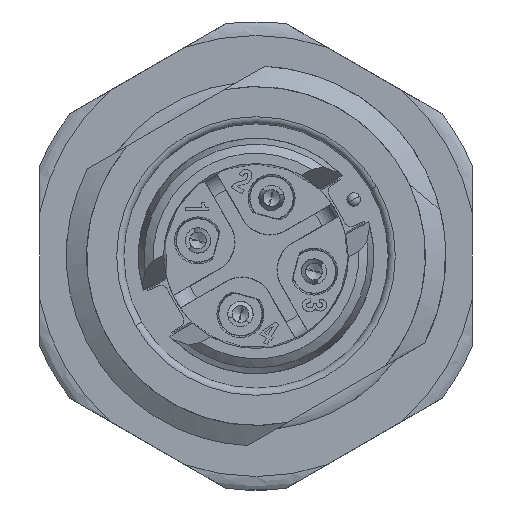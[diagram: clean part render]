
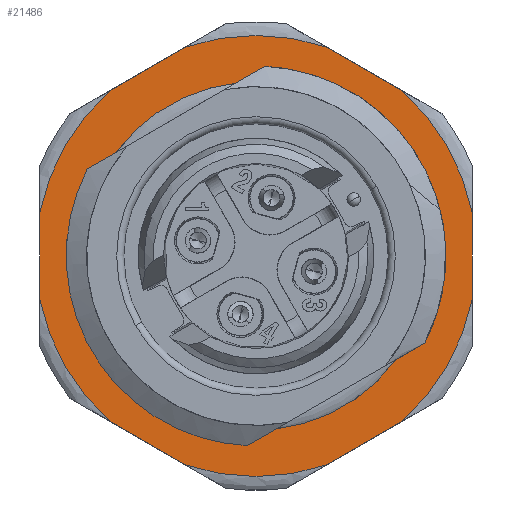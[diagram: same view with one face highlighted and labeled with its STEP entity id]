
A CAD part, front view. The second image highlights one B-rep face of the part: STEP entity #21486.
In plain terms, the highlighted planar face has unit normal (0, -1, 0).
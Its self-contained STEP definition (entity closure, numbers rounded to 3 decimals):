
#7477=CARTESIAN_POINT('',(-9.,-4.7,1.809));
#7503=DIRECTION('',(-0.866,0.,0.5));
#7504=VECTOR('',#7503,3.618);
#7505=CARTESIAN_POINT('',(6.067,-4.7,6.89));
#7506=LINE('',#7505,#7504);
#7507=CARTESIAN_POINT('',(0.,-4.7,0.));
#7508=DIRECTION('',(0.,1.,0.));
#7509=DIRECTION('',(0.661,0.,0.751));
#7510=AXIS2_PLACEMENT_3D('',#7507,#7508,#7509);
#7512=DIRECTION('',(0.,0.,1.));
#7513=VECTOR('',#7512,3.618);
#7514=CARTESIAN_POINT('',(9.,-4.7,-1.809));
#7515=LINE('',#7514,#7513);
#7516=CARTESIAN_POINT('',(0.,-4.7,0.));
#7517=DIRECTION('',(0.,1.,0.));
#7518=DIRECTION('',(0.98,0.,-0.197));
#7519=AXIS2_PLACEMENT_3D('',#7516,#7517,#7518);
#7521=DIRECTION('',(0.866,0.,0.5));
#7522=VECTOR('',#7521,3.618);
#7523=CARTESIAN_POINT('',(2.933,-4.7,-8.699));
#7524=LINE('',#7523,#7522);
#7525=DIRECTION('',(0.866,0.,-0.5));
#7526=VECTOR('',#7525,3.618);
#7527=CARTESIAN_POINT('',(-6.067,-4.7,-6.89));
#7528=LINE('',#7527,#7526);
#7529=CARTESIAN_POINT('',(0.,-4.7,0.));
#7530=DIRECTION('',(0.,1.,0.));
#7531=DIRECTION('',(-0.661,0.,-0.751));
#7532=AXIS2_PLACEMENT_3D('',#7529,#7530,#7531);
#7534=DIRECTION('',(0.,0.,-1.));
#7535=VECTOR('',#7534,3.618);
#7536=CARTESIAN_POINT('',(-9.,-4.7,1.809));
#7537=LINE('',#7536,#7535);
#7538=CARTESIAN_POINT('',(0.,-4.7,0.));
#7539=DIRECTION('',(0.,1.,0.));
#7540=DIRECTION('',(-0.98,0.,0.197));
#7541=AXIS2_PLACEMENT_3D('',#7538,#7539,#7540);
#7543=DIRECTION('',(-0.866,0.,-0.5));
#7544=VECTOR('',#7543,3.618);
#7545=CARTESIAN_POINT('',(-2.933,-4.7,8.699));
#7546=LINE('',#7545,#7544);
#7547=CARTESIAN_POINT('',(0.,-4.7,0.));
#7548=DIRECTION('',(0.,-1.,0.));
#7549=DIRECTION('',(0.114,0.,-0.994));
#7550=AXIS2_PLACEMENT_3D('',#7547,#7548,#7549);
#7552=CARTESIAN_POINT('',(0.,-4.7,0.));
#7553=DIRECTION('',(0.,-1.,0.));
#7554=DIRECTION('',(0.32,0.,0.948));
#7555=AXIS2_PLACEMENT_3D('',#7552,#7553,#7554);
#7562=CARTESIAN_POINT('',(-2.933,-4.7,8.699));
#7588=CARTESIAN_POINT('',(6.067,-4.7,6.89));
#7604=CARTESIAN_POINT('',(2.933,-4.7,8.699));
#7619=CARTESIAN_POINT('',(9.,-4.7,-1.809));
#7655=CARTESIAN_POINT('',(2.933,-4.7,-8.699));
#7686=CARTESIAN_POINT('',(0.,-4.7,0.));
#7687=DIRECTION('',(0.,-1.,0.));
#7688=DIRECTION('',(-0.32,0.,-0.948));
#7689=AXIS2_PLACEMENT_3D('',#7686,#7687,#7688);
#7691=CARTESIAN_POINT('',(-6.067,-4.7,-6.89));
#7707=CARTESIAN_POINT('',(-2.933,-4.7,-8.699));
#7722=DIRECTION('',(-0.866,0.,-0.5));
#7723=VECTOR('',#7722,1.377);
#7724=CARTESIAN_POINT('',(7.018,-4.7,-3.627));
#7725=LINE('',#7724,#7723);
#7742=DIRECTION('',(-0.866,0.,-0.5));
#7743=VECTOR('',#7742,0.705);
#7744=CARTESIAN_POINT('',(0.824,-4.7,-7.203));
#7745=LINE('',#7744,#7743);
#8137=CARTESIAN_POINT('',(0.,-4.7,0.));
#8138=DIRECTION('',(0.,1.,0.));
#8139=DIRECTION('',(-0.658,0.,-0.753));
#8140=AXIS2_PLACEMENT_3D('',#8137,#8138,#8139);
#8150=CARTESIAN_POINT('',(0.213,-4.7,-7.556));
#8151=CARTESIAN_POINT('',(0.004,-4.7,-7.55));
#8152=CARTESIAN_POINT('',(-0.411,-4.7,-7.522));
#8153=CARTESIAN_POINT('',(-1.025,-4.7,-7.429));
#8154=CARTESIAN_POINT('',(-1.629,-4.7,-7.285));
#8155=CARTESIAN_POINT('',(-2.216,-4.7,-7.092));
#8156=CARTESIAN_POINT('',(-2.782,-4.7,-6.853));
#8157=CARTESIAN_POINT('',(-3.326,-4.7,-6.568));
#8158=CARTESIAN_POINT('',(-3.842,-4.7,-6.24));
#8159=CARTESIAN_POINT('',(-4.327,-4.7,-5.871));
#8160=CARTESIAN_POINT('',(-4.627,-4.7,-5.6));
#8161=CARTESIAN_POINT('',(-4.772,-4.7,-5.458));
#8382=CARTESIAN_POINT('',(1.669,-4.7,7.055));
#8383=CARTESIAN_POINT('',(1.878,-4.7,7.018));
#8384=CARTESIAN_POINT('',(2.291,-4.7,6.926));
#8385=CARTESIAN_POINT('',(2.908,-4.7,6.731));
#8386=CARTESIAN_POINT('',(3.507,-4.7,6.48));
#8387=CARTESIAN_POINT('',(4.083,-4.7,6.177));
#8388=CARTESIAN_POINT('',(4.632,-4.7,5.824));
#8389=CARTESIAN_POINT('',(5.149,-4.7,5.423));
#8390=CARTESIAN_POINT('',(5.631,-4.7,4.975));
#8391=CARTESIAN_POINT('',(6.073,-4.7,4.486));
#8392=CARTESIAN_POINT('',(6.473,-4.7,3.957));
#8393=CARTESIAN_POINT('',(6.825,-4.7,3.393));
#8394=CARTESIAN_POINT('',(7.128,-4.7,2.8));
#8395=CARTESIAN_POINT('',(7.38,-4.7,2.178));
#8396=CARTESIAN_POINT('',(7.576,-4.7,1.537));
#8397=CARTESIAN_POINT('',(7.717,-4.7,0.877));
#8398=CARTESIAN_POINT('',(7.8,-4.7,0.206));
#8399=CARTESIAN_POINT('',(7.824,-4.7,-0.472));
#8400=CARTESIAN_POINT('',(7.789,-4.7,-1.154));
#8401=CARTESIAN_POINT('',(7.727,-4.7,-1.604));
#8402=CARTESIAN_POINT('',(7.686,-4.7,-1.828));
#8473=CARTESIAN_POINT('',(7.686,-4.7,-1.828));
#8474=CARTESIAN_POINT('',(7.636,-4.7,-2.037));
#8475=CARTESIAN_POINT('',(7.52,-4.7,-2.448));
#8476=CARTESIAN_POINT('',(7.297,-4.7,-3.051));
#8477=CARTESIAN_POINT('',(7.116,-4.7,-3.437));
#8478=CARTESIAN_POINT('',(7.018,-4.7,-3.627));
#11452=VERTEX_POINT('',#7691);
#11454=VERTEX_POINT('',#7655);
#11456=VERTEX_POINT('',#7619);
#11458=VERTEX_POINT('',#7588);
#11460=VERTEX_POINT('',#7562);
#11462=VERTEX_POINT('',#7477);
#11476=CARTESIAN_POINT('',(9.,-4.7,1.809));
#11477=VERTEX_POINT('',#11476);
#11478=CARTESIAN_POINT('',(6.067,-4.7,-6.89));
#11479=VERTEX_POINT('',#11478);
#11480=CARTESIAN_POINT('',(-9.,-4.7,-1.809));
#11481=VERTEX_POINT('',#11480);
#11482=CARTESIAN_POINT('',(-6.067,-4.7,6.89));
#11483=VERTEX_POINT('',#11482);
#11484=VERTEX_POINT('',#7707);
#11485=VERTEX_POINT('',#7604);
#11506=CARTESIAN_POINT('',(7.018,-4.7,-3.627));
#11507=CARTESIAN_POINT('',(5.826,-4.7,-4.315));
#11508=VERTEX_POINT('',#11506);
#11509=VERTEX_POINT('',#11507);
#11510=CARTESIAN_POINT('',(0.824,-4.7,-7.203));
#11511=CARTESIAN_POINT('',(0.213,-4.7,-7.556));
#11512=VERTEX_POINT('',#11510);
#11513=VERTEX_POINT('',#11511);
#11530=VERTEX_POINT('',#8161);
#11532=VERTEX_POINT('',#8473);
#11533=VERTEX_POINT('',#8382);
#21441=CARTESIAN_POINT('',(0.,-4.7,0.));
#21442=DIRECTION('',(0.,-1.,0.));
#21443=DIRECTION('',(0.866,0.,-0.5));
#21444=AXIS2_PLACEMENT_3D('',#21441,#21442,#21443);
#21445=PLANE('',#21444);
#21447=ORIENTED_EDGE('',*,*,#21446,.F.);
#21449=ORIENTED_EDGE('',*,*,#21448,.F.);
#21451=ORIENTED_EDGE('',*,*,#21450,.T.);
#21453=ORIENTED_EDGE('',*,*,#21452,.F.);
#21455=ORIENTED_EDGE('',*,*,#21454,.T.);
#21457=ORIENTED_EDGE('',*,*,#21456,.F.);
#21459=ORIENTED_EDGE('',*,*,#21458,.F.);
#21461=ORIENTED_EDGE('',*,*,#21460,.F.);
#21463=ORIENTED_EDGE('',*,*,#21462,.T.);
#21464=ORIENTED_EDGE('',*,*,#21430,.F.);
#21465=ORIENTED_EDGE('',*,*,#21419,.T.);
#21467=ORIENTED_EDGE('',*,*,#21466,.F.);
#21468=EDGE_LOOP('',(#21447,#21449,#21451,#21453,#21455,#21457,#21459,#21461,
#21463,#21464,#21465,#21467));
#21469=FACE_OUTER_BOUND('',#21468,.F.);
#21471=ORIENTED_EDGE('',*,*,#21470,.F.);
#21473=ORIENTED_EDGE('',*,*,#21472,.F.);
#21475=ORIENTED_EDGE('',*,*,#21474,.F.);
#21477=ORIENTED_EDGE('',*,*,#21476,.F.);
#21479=ORIENTED_EDGE('',*,*,#21478,.F.);
#21481=ORIENTED_EDGE('',*,*,#21480,.F.);
#21483=ORIENTED_EDGE('',*,*,#21482,.T.);
#21484=EDGE_LOOP('',(#21471,#21473,#21475,#21477,#21479,#21481,#21483));
#21485=FACE_BOUND('',#21484,.F.);
#7511=CIRCLE('',#7510,9.18);
#7520=CIRCLE('',#7519,9.18);
#7533=CIRCLE('',#7532,9.18);
#7542=CIRCLE('',#7541,9.18);
#7551=CIRCLE('',#7550,7.25);
#7556=CIRCLE('',#7555,9.18);
#7690=CIRCLE('',#7689,9.18);
#8141=CIRCLE('',#8140,7.25);
#8162=B_SPLINE_CURVE_WITH_KNOTS('',3,(#8150,#8151,#8152,#8153,#8154,#8155,#8156,
#8157,#8158,#8159,#8160,#8161),.UNSPECIFIED.,.F.,.F.,(4,1,1,1,1,1,1,1,1,4),
(0.,0.111,0.222,0.333,0.444,
0.556,0.667,0.778,0.889,1.),
.UNSPECIFIED.);
#8403=B_SPLINE_CURVE_WITH_KNOTS('',3,(#8382,#8383,#8384,#8385,#8386,#8387,#8388,
#8389,#8390,#8391,#8392,#8393,#8394,#8395,#8396,#8397,#8398,#8399,#8400,#8401,
#8402),.UNSPECIFIED.,.F.,.F.,(4,1,1,1,1,1,1,1,1,1,1,1,1,1,1,1,1,1,4),(0.,
0.056,0.111,0.167,0.222,
0.278,0.333,0.389,0.444,0.5,
0.556,0.611,0.667,0.722,
0.778,0.833,0.889,0.944,1.),
.UNSPECIFIED.);
#8479=B_SPLINE_CURVE_WITH_KNOTS('',3,(#8473,#8474,#8475,#8476,#8477,#8478),
.UNSPECIFIED.,.F.,.F.,(4,1,1,4),(0.,0.333,0.667,1.),
.UNSPECIFIED.);
#21419=EDGE_CURVE('',#11462,#11483,#7542,.T.);
#21430=EDGE_CURVE('',#11462,#11481,#7537,.T.);
#21446=EDGE_CURVE('',#11485,#11460,#7556,.T.);
#21448=EDGE_CURVE('',#11458,#11485,#7506,.T.);
#21450=EDGE_CURVE('',#11458,#11477,#7511,.T.);
#21452=EDGE_CURVE('',#11456,#11477,#7515,.T.);
#21454=EDGE_CURVE('',#11456,#11479,#7520,.T.);
#21456=EDGE_CURVE('',#11454,#11479,#7524,.T.);
#21458=EDGE_CURVE('',#11484,#11454,#7690,.T.);
#21460=EDGE_CURVE('',#11452,#11484,#7528,.T.);
#21462=EDGE_CURVE('',#11452,#11481,#7533,.T.);
#21466=EDGE_CURVE('',#11460,#11483,#7546,.T.);
#21470=EDGE_CURVE('',#11508,#11509,#7725,.T.);
#21472=EDGE_CURVE('',#11532,#11508,#8479,.T.);
#21474=EDGE_CURVE('',#11533,#11532,#8403,.T.);
#21476=EDGE_CURVE('',#11530,#11533,#8141,.T.);
#21478=EDGE_CURVE('',#11513,#11530,#8162,.T.);
#21480=EDGE_CURVE('',#11512,#11513,#7745,.T.);
#21482=EDGE_CURVE('',#11512,#11509,#7551,.T.);
#21486=ADVANCED_FACE('',(#21469,#21485),#21445,.T.);
